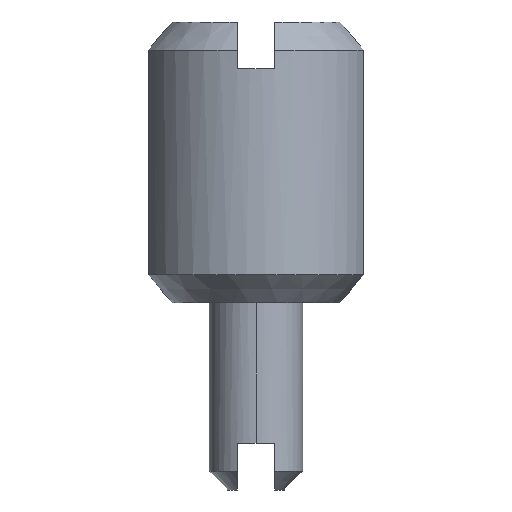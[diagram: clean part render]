
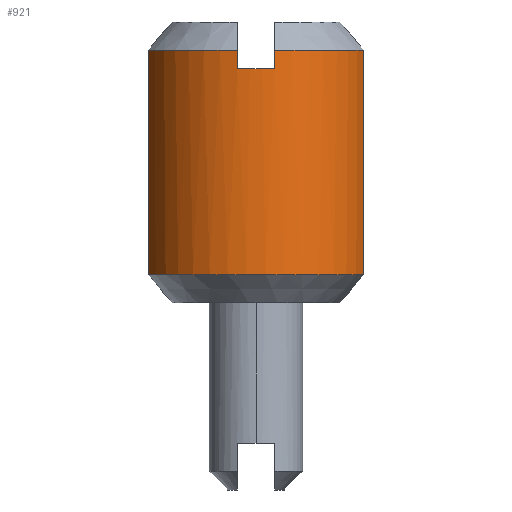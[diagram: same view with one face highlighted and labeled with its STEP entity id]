
A CAD part, left-side view. The second image highlights one B-rep face of the part: STEP entity #921.
In plain terms, the highlighted cylindrical face has radius 6 mm (diameter 12 mm), a partial arc.
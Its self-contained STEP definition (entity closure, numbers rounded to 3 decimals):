
#2 = EDGE_LOOP ( 'NONE', ( #725, #651, #863, #447, #337, #941, #856, #115 ) ) ;
#4 = EDGE_CURVE ( 'NONE', #135, #66, #700, .T. ) ;
#14 = DIRECTION ( 'NONE',  ( 1., 0., 0. ) ) ;
#38 = VERTEX_POINT ( 'NONE', #667 ) ;
#50 = AXIS2_PLACEMENT_3D ( 'NONE', #159, #407, #950 ) ;
#51 = DIRECTION ( 'NONE',  ( 1., 0., 0. ) ) ;
#66 = VERTEX_POINT ( 'NONE', #990 ) ;
#113 = CIRCLE ( 'NONE', #50, 6. ) ;
#115 = ORIENTED_EDGE ( 'NONE', *, *, #802, .T. ) ;
#127 = DIRECTION ( 'NONE',  ( 0., 0., 1. ) ) ;
#135 = VERTEX_POINT ( 'NONE', #882 ) ;
#136 = LINE ( 'NONE', #532, #920 ) ;
#159 = CARTESIAN_POINT ( 'NONE',  ( 0., 0., -2.5 ) ) ;
#165 = CARTESIAN_POINT ( 'NONE',  ( 0., 0., -1.5 ) ) ;
#174 = CARTESIAN_POINT ( 'NONE',  ( 0., 0., 0. ) ) ;
#210 = CARTESIAN_POINT ( 'NONE',  ( -5.916, 1., -1.5 ) ) ;
#260 = DIRECTION ( 'NONE',  ( 1., 0., 0. ) ) ;
#337 = ORIENTED_EDGE ( 'NONE', *, *, #438, .F. ) ;
#341 = LINE ( 'NONE', #679, #915 ) ;
#355 = VERTEX_POINT ( 'NONE', #463 ) ;
#359 = AXIS2_PLACEMENT_3D ( 'NONE', #694, #927, #853 ) ;
#365 = DIRECTION ( 'NONE',  ( 0., 0., -1. ) ) ;
#369 = CARTESIAN_POINT ( 'NONE',  ( -5.916, 1., 0. ) ) ;
#407 = DIRECTION ( 'NONE',  ( 0., 0., -1. ) ) ;
#418 = FACE_OUTER_BOUND ( 'NONE', #2, .T. ) ;
#438 = EDGE_CURVE ( 'NONE', #797, #135, #949, .T. ) ;
#447 = ORIENTED_EDGE ( 'NONE', *, *, #4, .F. ) ;
#450 = CARTESIAN_POINT ( 'NONE',  ( -5.916, -1., -2.5 ) ) ;
#463 = CARTESIAN_POINT ( 'NONE',  ( -5.916, 1., -2.5 ) ) ;
#475 = CIRCLE ( 'NONE', #359, 6. ) ;
#482 = CARTESIAN_POINT ( 'NONE',  ( 0., 0., -1.5 ) ) ;
#494 = EDGE_CURVE ( 'NONE', #603, #355, #113, .T. ) ;
#507 = CARTESIAN_POINT ( 'NONE',  ( -1.742, 5.742, -13.5 ) ) ;
#516 = EDGE_CURVE ( 'NONE', #38, #961, #579, .T. ) ;
#529 = CYLINDRICAL_SURFACE ( 'NONE', #890, 6. ) ;
#532 = CARTESIAN_POINT ( 'NONE',  ( -5.916, -1., 0. ) ) ;
#550 = VECTOR ( 'NONE', #896, 1000. ) ;
#567 = DIRECTION ( 'NONE',  ( 0., 0., 1. ) ) ;
#579 = CIRCLE ( 'NONE', #952, 6. ) ;
#589 = CARTESIAN_POINT ( 'NONE',  ( -1.742, -5.742, 0. ) ) ;
#603 = VERTEX_POINT ( 'NONE', #450 ) ;
#610 = EDGE_CURVE ( 'NONE', #797, #603, #136, .T. ) ;
#651 = ORIENTED_EDGE ( 'NONE', *, *, #962, .F. ) ;
#665 = LINE ( 'NONE', #369, #800 ) ;
#667 = CARTESIAN_POINT ( 'NONE',  ( -1.742, 5.742, -1.5 ) ) ;
#679 = CARTESIAN_POINT ( 'NONE',  ( -1.742, 5.742, 0. ) ) ;
#694 = CARTESIAN_POINT ( 'NONE',  ( 0., 0., -13.5 ) ) ;
#700 = LINE ( 'NONE', #589, #550 ) ;
#705 = DIRECTION ( 'NONE',  ( 0., 0., 1. ) ) ;
#708 = EDGE_CURVE ( 'NONE', #901, #66, #475, .T. ) ;
#725 = ORIENTED_EDGE ( 'NONE', *, *, #516, .F. ) ;
#729 = DIRECTION ( 'NONE',  ( 0., 0., 1. ) ) ;
#797 = VERTEX_POINT ( 'NONE', #905 ) ;
#800 = VECTOR ( 'NONE', #705, 1000. ) ;
#802 = EDGE_CURVE ( 'NONE', #355, #961, #665, .T. ) ;
#833 = DIRECTION ( 'NONE',  ( 0., 0., 1. ) ) ;
#853 = DIRECTION ( 'NONE',  ( 1., 0., 0. ) ) ;
#856 = ORIENTED_EDGE ( 'NONE', *, *, #494, .T. ) ;
#863 = ORIENTED_EDGE ( 'NONE', *, *, #708, .T. ) ;
#882 = CARTESIAN_POINT ( 'NONE',  ( -1.742, -5.742, -1.5 ) ) ;
#890 = AXIS2_PLACEMENT_3D ( 'NONE', #174, #729, #260 ) ;
#896 = DIRECTION ( 'NONE',  ( 0., 0., -1. ) ) ;
#901 = VERTEX_POINT ( 'NONE', #507 ) ;
#905 = CARTESIAN_POINT ( 'NONE',  ( -5.916, -1., -1.5 ) ) ;
#915 = VECTOR ( 'NONE', #833, 1000. ) ;
#920 = VECTOR ( 'NONE', #365, 1000. ) ;
#921 = ADVANCED_FACE ( 'NONE', ( #418 ), #529, .T. ) ;
#927 = DIRECTION ( 'NONE',  ( 0., 0., 1. ) ) ;
#931 = AXIS2_PLACEMENT_3D ( 'NONE', #482, #567, #14 ) ;
#941 = ORIENTED_EDGE ( 'NONE', *, *, #610, .T. ) ;
#949 = CIRCLE ( 'NONE', #931, 6. ) ;
#950 = DIRECTION ( 'NONE',  ( -1., 0., 0. ) ) ;
#952 = AXIS2_PLACEMENT_3D ( 'NONE', #165, #127, #51 ) ;
#961 = VERTEX_POINT ( 'NONE', #210 ) ;
#962 = EDGE_CURVE ( 'NONE', #901, #38, #341, .T. ) ;
#990 = CARTESIAN_POINT ( 'NONE',  ( -1.742, -5.742, -13.5 ) ) ;
